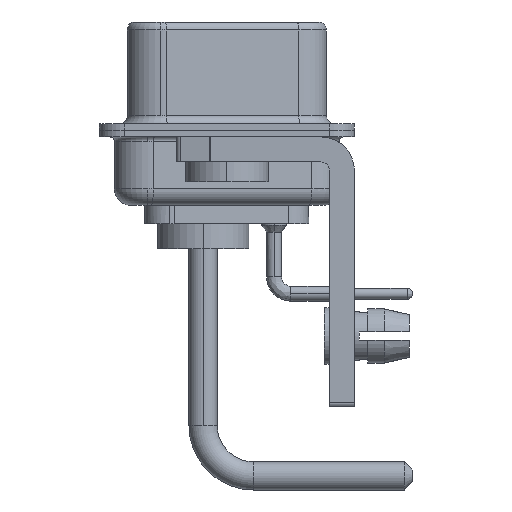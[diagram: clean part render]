
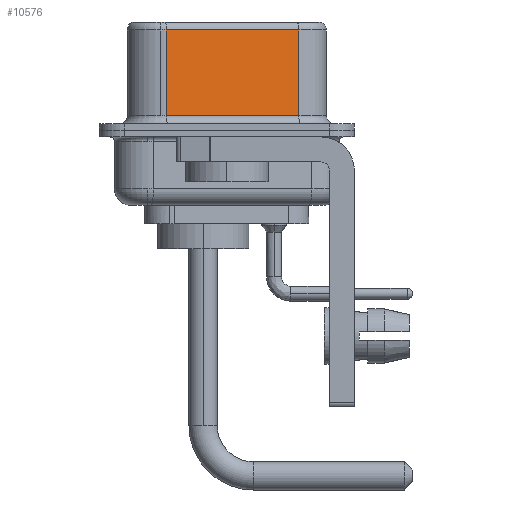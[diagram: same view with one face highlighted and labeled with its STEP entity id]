
A CAD part, left-side view. The second image highlights one B-rep face of the part: STEP entity #10576.
In plain terms, the highlighted planar face has unit normal (-0.985, -0.174, 0).
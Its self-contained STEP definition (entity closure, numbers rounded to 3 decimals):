
#749 = FACE_OUTER_BOUND ( 'NONE', #21494, .T. ) ;
#2437 = CARTESIAN_POINT ( 'NONE',  ( 3.73, 3.628, 0.9 ) ) ;
#2944 = AXIS2_PLACEMENT_3D ( 'NONE', #11058, #8919, #23220 ) ;
#3026 = VECTOR ( 'NONE', #25033, 1000. ) ;
#3368 = VERTEX_POINT ( 'NONE', #24832 ) ;
#4503 = EDGE_CURVE ( 'NONE', #22671, #12440, #17470, .T. ) ;
#7140 = VECTOR ( 'NONE', #7708, 1000. ) ;
#7708 = DIRECTION ( 'NONE',  ( 0., 0., -1. ) ) ;
#8422 = EDGE_CURVE ( 'NONE', #12440, #3368, #13535, .T. ) ;
#8919 = DIRECTION ( 'NONE',  ( 0.985, 0.174, 0. ) ) ;
#9640 = EDGE_CURVE ( 'NONE', #12917, #3368, #18484, .T. ) ;
#9941 = LINE ( 'NONE', #10195, #18077 ) ;
#10195 = CARTESIAN_POINT ( 'NONE',  ( 5.132, -4.322, 6.02 ) ) ;
#10204 = CARTESIAN_POINT ( 'NONE',  ( 3.73, 3.628, 6.02 ) ) ;
#10468 = CARTESIAN_POINT ( 'NONE',  ( 5.132, -4.322, 6.52 ) ) ;
#10576 = ADVANCED_FACE ( 'NONE', ( #749 ), #23091, .F. ) ;
#11058 = CARTESIAN_POINT ( 'NONE',  ( 5.132, -4.322, 6.52 ) ) ;
#11458 = CARTESIAN_POINT ( 'NONE',  ( 3.73, 3.628, 6.52 ) ) ;
#11737 = ORIENTED_EDGE ( 'NONE', *, *, #9640, .F. ) ;
#12440 = VERTEX_POINT ( 'NONE', #2437 ) ;
#12917 = VERTEX_POINT ( 'NONE', #19146 ) ;
#13197 = VECTOR ( 'NONE', #25164, 1000. ) ;
#13535 = LINE ( 'NONE', #21672, #13197 ) ;
#13806 = ORIENTED_EDGE ( 'NONE', *, *, #4503, .T. ) ;
#14366 = ORIENTED_EDGE ( 'NONE', *, *, #8422, .T. ) ;
#15437 = EDGE_CURVE ( 'NONE', #12917, #22671, #9941, .T. ) ;
#17470 = LINE ( 'NONE', #11458, #7140 ) ;
#18077 = VECTOR ( 'NONE', #22368, 1000. ) ;
#18469 = ORIENTED_EDGE ( 'NONE', *, *, #15437, .T. ) ;
#18484 = LINE ( 'NONE', #10468, #3026 ) ;
#19146 = CARTESIAN_POINT ( 'NONE',  ( 5.132, -4.322, 6.02 ) ) ;
#21494 = EDGE_LOOP ( 'NONE', ( #11737, #18469, #13806, #14366 ) ) ;
#21672 = CARTESIAN_POINT ( 'NONE',  ( 5.132, -4.322, 0.9 ) ) ;
#22368 = DIRECTION ( 'NONE',  ( -0.174, 0.985, 0. ) ) ;
#22671 = VERTEX_POINT ( 'NONE', #10204 ) ;
#23091 = PLANE ( 'NONE',  #2944 ) ;
#23220 = DIRECTION ( 'NONE',  ( -0.174, 0.985, 0. ) ) ;
#24832 = CARTESIAN_POINT ( 'NONE',  ( 5.132, -4.322, 0.9 ) ) ;
#25033 = DIRECTION ( 'NONE',  ( 0., 0., -1. ) ) ;
#25164 = DIRECTION ( 'NONE',  ( 0.174, -0.985, 0. ) ) ;
